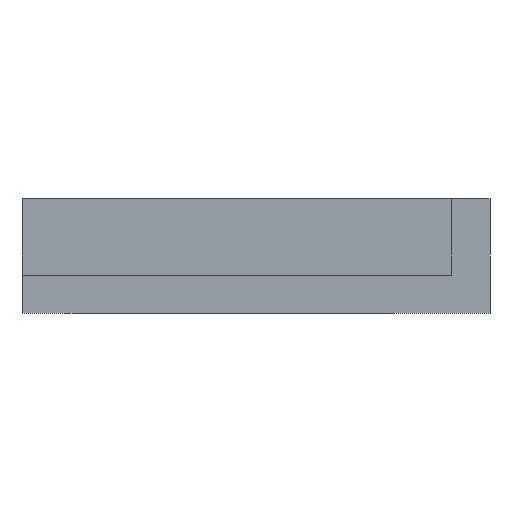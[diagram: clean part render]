
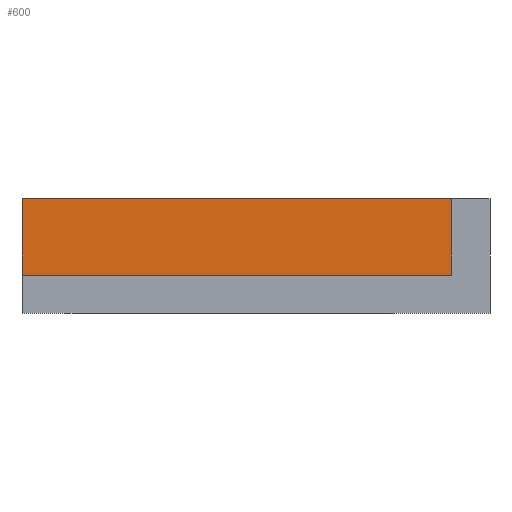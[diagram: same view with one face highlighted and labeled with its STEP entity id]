
A CAD part, front view. The second image highlights one B-rep face of the part: STEP entity #600.
In plain terms, the highlighted planar face has unit normal (0, -1, 0).
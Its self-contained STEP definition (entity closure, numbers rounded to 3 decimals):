
#154=CARTESIAN_POINT('',(233.,317.5,1077.14));
#155=VERTEX_POINT('',#154);
#162=CARTESIAN_POINT('',(188.,317.5,1077.14));
#163=VERTEX_POINT('',#162);
#164=CARTESIAN_POINT('',(233.,317.5,1077.14));
#165=DIRECTION('',(-1.,0.,-0.));
#166=VECTOR('',#165,45.);
#167=LINE('',#164,#166);
#168=EDGE_CURVE('',#155,#163,#167,.T.);
#499=CARTESIAN_POINT('',(188.,317.5,1085.14));
#500=VERTEX_POINT('',#499);
#501=CARTESIAN_POINT('',(188.,317.5,1085.14));
#502=DIRECTION('',(0.,0.,-1.));
#503=VECTOR('',#502,8.);
#504=LINE('',#501,#503);
#505=EDGE_CURVE('',#500,#163,#504,.T.);
#566=CARTESIAN_POINT('',(233.,317.5,1085.14));
#567=VERTEX_POINT('',#566);
#574=CARTESIAN_POINT('',(233.,317.5,1085.14));
#575=DIRECTION('',(0.,0.,-1.));
#576=VECTOR('',#575,8.);
#577=LINE('',#574,#576);
#578=EDGE_CURVE('',#567,#155,#577,.T.);
#584=CARTESIAN_POINT('',(-117.,317.5,1085.14));
#585=DIRECTION('',(0.,1.,0.));
#586=DIRECTION('',(0.,0.,-1.));
#587=AXIS2_PLACEMENT_3D('',#584,#585,#586);
#588=PLANE('',#587);
#589=ORIENTED_EDGE('',*,*,#578,.F.);
#590=CARTESIAN_POINT('',(233.,317.5,1085.14));
#591=DIRECTION('',(-1.,0.,-0.));
#592=VECTOR('',#591,45.);
#593=LINE('',#590,#592);
#594=EDGE_CURVE('',#567,#500,#593,.T.);
#595=ORIENTED_EDGE('',*,*,#594,.T.);
#596=ORIENTED_EDGE('',*,*,#505,.T.);
#597=ORIENTED_EDGE('',*,*,#168,.F.);
#598=EDGE_LOOP('',(#589,#595,#596,#597));
#599=FACE_BOUND('',#598,.T.);
#600=ADVANCED_FACE('',(#599),#588,.F.);
